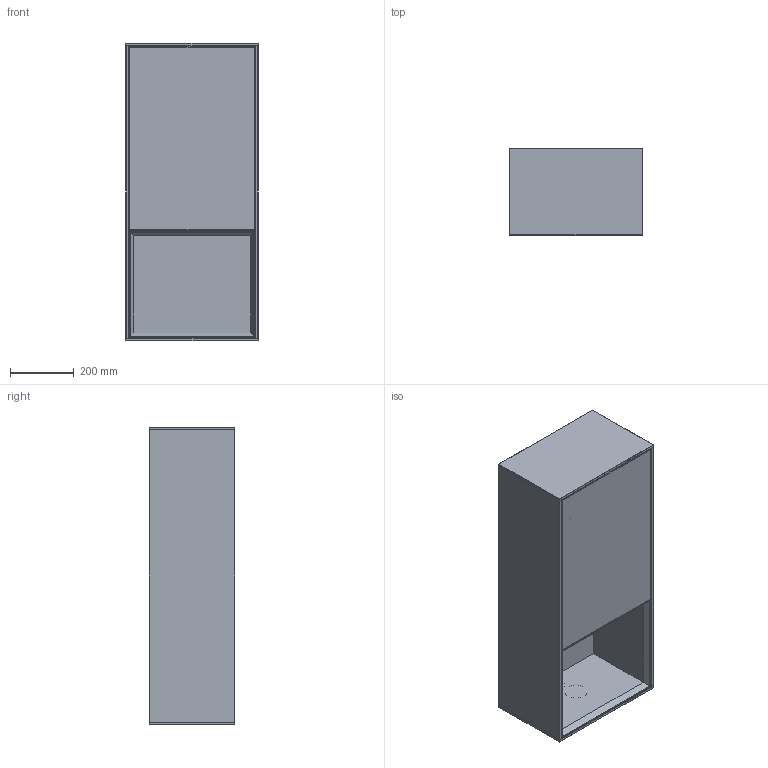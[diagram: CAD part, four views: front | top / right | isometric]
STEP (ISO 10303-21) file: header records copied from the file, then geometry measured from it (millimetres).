
FILE_DESCRIPTION((' '),'2;1');
FILE_NAME('Finion_F540YYXX_3D.stp','2016-09-19T16:16:34',(' '),(' '),' ','ACIS',' ');
FILE_SCHEMA(('CONFIG_CONTROL_DESIGN'));
Length unit declared in the file: millimetre
Products named in the file (48): Finion_F540YYXX_3D.stp; Körper1; Körper2; Körper3; Körper4; Körper5; Körper6; Körper7; Körper8; Körper9; Körper10; Körper11; Körper12; Körper13; Körper14; Körper15; Körper16; Körper17; Körper18; Körper19; Körper20; Körper21; Körper22; Körper23; Körper24; Körper25; Körper26; Körper27; Körper28; Körper29; Körper30; Körper31; Körper32; Körper33; Körper34; Körper35; Körper36; Körper37; Körper38; Körper39 ...
Assembly tree (47 placements, depth 2):
  Finion_F540YYXX_3D.stp
    Körper1
    Körper2
    Körper3
    Körper4
    Körper5
    Körper6
    Körper7
    Körper8
    Körper9
    Körper10
    Körper11
    Körper12
    Körper13
    Körper14
    Körper15
    Körper16
    Körper17
    Körper18
    Körper19
    Körper20
    Körper21
    Körper22
    Körper23
    Körper24
    Körper25
    Körper26
    Körper27
    Körper28
    Körper29
    Körper30
    Körper31
    Körper32
    Körper33
    Körper34
    Körper35
    Körper36
    Körper37
    Körper38
    Körper39
    Körper40
    Körper41
    Körper42
    Körper43
    Körper44
    Körper45
    Körper46
    Körper47
Bounding box: 418 x 270 x 936 mm (x, y, z)
Volume: 24597096.3 mm3; surface area: 5087307.1 mm2
Topology: 48 solids, 48 shells, 1675 faces, 4277 edges, 2743 vertices
Faces by surface type: plane 711, bspline 607, cylinder 297, cone 28, sphere 16, torus 16
Full cylindrical faces by diameter (mm): 3 x15, 4 x3, 4.5 x2, 5.5 x3, 6 x12, 8 x13, 8.02 x8, 8.5 x2, 9.5 x3, 10 x9, 14 x2
Entity records: 60344 total; most frequent: CARTESIAN_POINT 14889, ORIENTED_EDGE 8160, DIRECTION 7437, EDGE_CURVE 4080, VECTOR 2901, LINE 2901, VERTEX_POINT 2688, AXIS2_PLACEMENT_3D 2268
